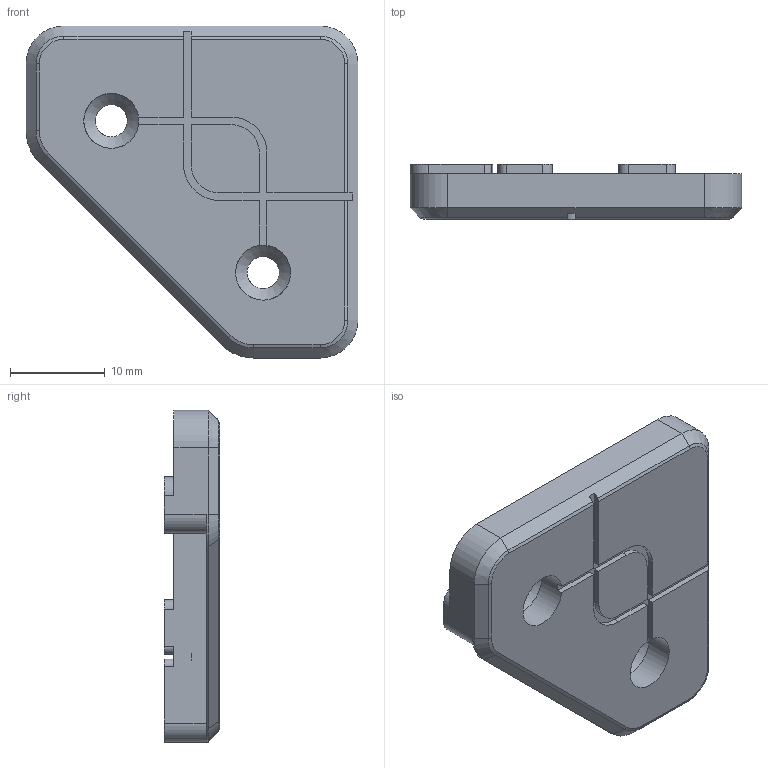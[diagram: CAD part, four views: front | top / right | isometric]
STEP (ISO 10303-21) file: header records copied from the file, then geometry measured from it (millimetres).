
FILE_DESCRIPTION(/* description */ (''),/* implementation_level */ '2;1');
FILE_NAME(/* name */ 'Clip_Corner.stp',/* time_stamp */ '2021-10-10T03:37:07+02:00',/* author */ ('Rama'),/* organization */ (''),/* preprocessor_version */ 'ST-DEVELOPER v18.1',/* originating_system */ 'Autodesk Inventor 2022',/* authorisation */ '');
FILE_SCHEMA (('AUTOMOTIVE_DESIGN { 1 0 10303 214 3 1 1 }'));
Length unit declared in the file: millimetre
Products named in the file (1): Clip_Corner
Bounding box: 35 x 5.8 x 35 mm (x, y, z)
Volume: 3489.4 mm3; surface area: 2797.2 mm2
Topology: 1 solids, 1 shells, 116 faces, 321 edges, 205 vertices
Faces by surface type: plane 66, cylinder 38, cone 12
Full cylindrical faces by diameter (mm): 3.4 x2, 5.8 x2
Entity records: 3747 total; most frequent: DIRECTION 653, CARTESIAN_POINT 643, ORIENTED_EDGE 642, EDGE_CURVE 321, LINE 223, VECTOR 223, AXIS2_PLACEMENT_3D 215, VERTEX_POINT 205
